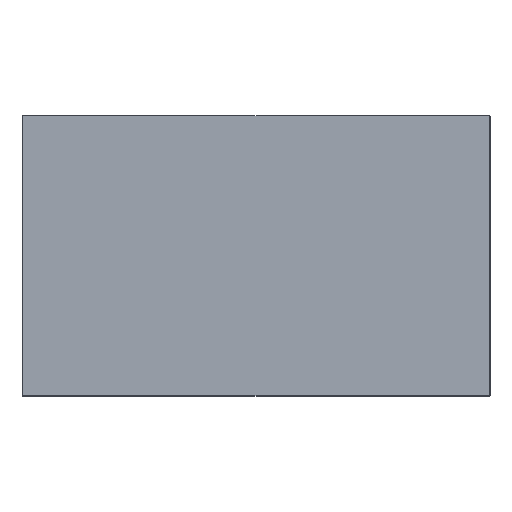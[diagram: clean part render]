
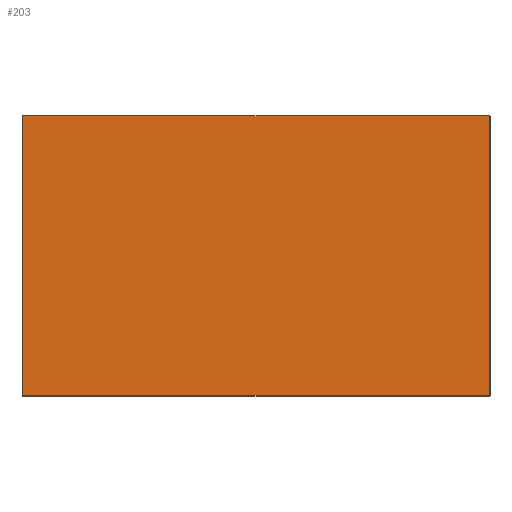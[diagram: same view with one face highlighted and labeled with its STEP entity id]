
A CAD part, top view. The second image highlights one B-rep face of the part: STEP entity #203.
In plain terms, the highlighted face is planar.
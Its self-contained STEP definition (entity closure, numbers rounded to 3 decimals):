
#203=ADVANCED_FACE('',(#258),#889,.T.);
#258=FACE_OUTER_BOUND('',#313,.T.);
#313=EDGE_LOOP('',(#483,#484,#485,#486));
#483=ORIENTED_EDGE('',*,*,#639,.T.);
#484=ORIENTED_EDGE('',*,*,#649,.T.);
#485=ORIENTED_EDGE('',*,*,#650,.T.);
#486=ORIENTED_EDGE('',*,*,#651,.T.);
#639=EDGE_CURVE('',#834,#833,#755,.T.);
#649=EDGE_CURVE('',#833,#843,#765,.T.);
#650=EDGE_CURVE('',#843,#844,#766,.T.);
#651=EDGE_CURVE('',#844,#834,#767,.T.);
#755=B_SPLINE_CURVE_WITH_KNOTS('',1,(#1612,#1613),.UNSPECIFIED.,.F.,.F.,
(2,2),(-598.,0.),.UNSPECIFIED.);
#765=B_SPLINE_CURVE_WITH_KNOTS('',1,(#1632,#1633),.UNSPECIFIED.,.F.,.F.,
(2,2),(0.,359.),.UNSPECIFIED.);
#766=B_SPLINE_CURVE_WITH_KNOTS('',1,(#1634,#1635),.UNSPECIFIED.,.F.,.F.,
(2,2),(0.,598.),.UNSPECIFIED.);
#767=B_SPLINE_CURVE_WITH_KNOTS('',1,(#1636,#1637),.UNSPECIFIED.,.F.,.F.,
(2,2),(0.,359.),.UNSPECIFIED.);
#833=VERTEX_POINT('',#1578);
#834=VERTEX_POINT('',#1579);
#843=VERTEX_POINT('',#1588);
#844=VERTEX_POINT('',#1589);
#889=PLANE('',#1058);
#1058=AXIS2_PLACEMENT_3D('',#1375,#1131,$);
#1131=DIRECTION('',(0.,1.,0.));
#1375=CARTESIAN_POINT('',(-358.8,90.,-215.9));
#1578=CARTESIAN_POINT('',(-299.,90.,-180.));
#1579=CARTESIAN_POINT('',(299.,90.,-180.));
#1588=CARTESIAN_POINT('',(-299.,90.,179.));
#1589=CARTESIAN_POINT('',(299.,90.,179.));
#1612=CARTESIAN_POINT('',(299.,90.,-180.));
#1613=CARTESIAN_POINT('',(-299.,90.,-180.));
#1632=CARTESIAN_POINT('',(-299.,90.,-180.));
#1633=CARTESIAN_POINT('',(-299.,90.,179.));
#1634=CARTESIAN_POINT('',(-299.,90.,179.));
#1635=CARTESIAN_POINT('',(299.,90.,179.));
#1636=CARTESIAN_POINT('',(299.,90.,179.));
#1637=CARTESIAN_POINT('',(299.,90.,-180.));
